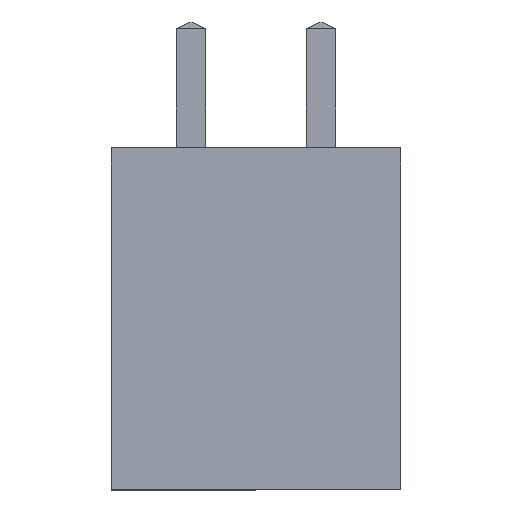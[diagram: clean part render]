
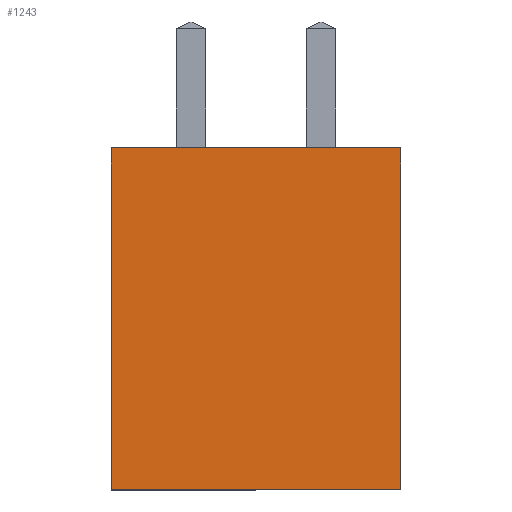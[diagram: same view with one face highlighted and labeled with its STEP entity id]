
A CAD part, top view. The second image highlights one B-rep face of the part: STEP entity #1243.
In plain terms, the highlighted planar face has unit normal (0, 0, 1).
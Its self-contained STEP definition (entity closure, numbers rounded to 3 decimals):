
#126 = CARTESIAN_POINT ( 'NONE',  ( 3.9, 9.2, 7. ) ) ;
#138 = DIRECTION ( 'NONE',  ( 0., -1., 0. ) ) ;
#148 = DIRECTION ( 'NONE',  ( -1., 0., 0. ) ) ;
#169 = VERTEX_POINT ( 'NONE', #126 ) ;
#333 = EDGE_CURVE ( 'NONE', #545, #832, #501, .T. ) ;
#336 = LINE ( 'NONE', #981, #581 ) ;
#386 = DIRECTION ( 'NONE',  ( -1., 0., 0. ) ) ;
#501 = LINE ( 'NONE', #640, #1527 ) ;
#545 = VERTEX_POINT ( 'NONE', #1246 ) ;
#552 = DIRECTION ( 'NONE',  ( 0., 0., -1. ) ) ;
#581 = VECTOR ( 'NONE', #148, 1000. ) ;
#619 = ORIENTED_EDGE ( 'NONE', *, *, #1665, .T. ) ;
#640 = CARTESIAN_POINT ( 'NONE',  ( -3.9, 9.2, 7. ) ) ;
#650 = ORIENTED_EDGE ( 'NONE', *, *, #333, .T. ) ;
#667 = LINE ( 'NONE', #1330, #1584 ) ;
#717 = PLANE ( 'NONE',  #1269 ) ;
#785 = LINE ( 'NONE', #1805, #1451 ) ;
#830 = EDGE_LOOP ( 'NONE', ( #650, #619, #2104, #1966 ) ) ;
#832 = VERTEX_POINT ( 'NONE', #1329 ) ;
#981 = CARTESIAN_POINT ( 'NONE',  ( 3.9, 9.2, 7. ) ) ;
#1243 = ADVANCED_FACE ( 'NONE', ( #2044 ), #717, .F. ) ;
#1246 = CARTESIAN_POINT ( 'NONE',  ( -3.9, 9.2, 7. ) ) ;
#1269 = AXIS2_PLACEMENT_3D ( 'NONE', #1853, #552, #386 ) ;
#1329 = CARTESIAN_POINT ( 'NONE',  ( -3.9, 0., 7. ) ) ;
#1330 = CARTESIAN_POINT ( 'NONE',  ( 3.9, 0., 7. ) ) ;
#1346 = EDGE_CURVE ( 'NONE', #169, #545, #336, .T. ) ;
#1415 = VERTEX_POINT ( 'NONE', #2010 ) ;
#1451 = VECTOR ( 'NONE', #2094, 1000. ) ;
#1484 = DIRECTION ( 'NONE',  ( 1., 0., 0. ) ) ;
#1527 = VECTOR ( 'NONE', #138, 1000. ) ;
#1584 = VECTOR ( 'NONE', #1484, 1000. ) ;
#1665 = EDGE_CURVE ( 'NONE', #832, #1415, #667, .T. ) ;
#1805 = CARTESIAN_POINT ( 'NONE',  ( 3.9, 9.2, 7. ) ) ;
#1853 = CARTESIAN_POINT ( 'NONE',  ( 0., 0., 7. ) ) ;
#1966 = ORIENTED_EDGE ( 'NONE', *, *, #1346, .T. ) ;
#2010 = CARTESIAN_POINT ( 'NONE',  ( 3.9, 0., 7. ) ) ;
#2022 = EDGE_CURVE ( 'NONE', #1415, #169, #785, .T. ) ;
#2044 = FACE_OUTER_BOUND ( 'NONE', #830, .T. ) ;
#2094 = DIRECTION ( 'NONE',  ( 0., 1., 0. ) ) ;
#2104 = ORIENTED_EDGE ( 'NONE', *, *, #2022, .T. ) ;
